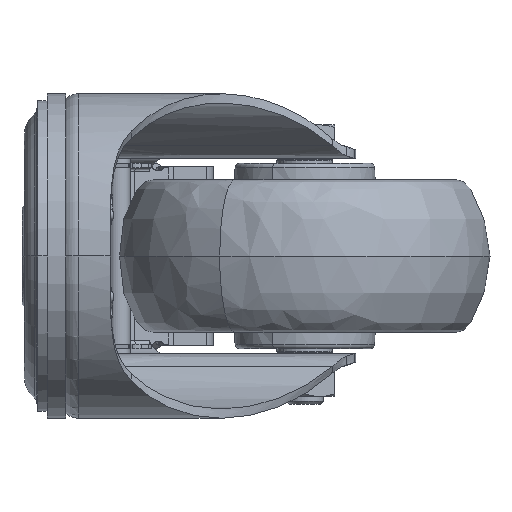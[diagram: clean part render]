
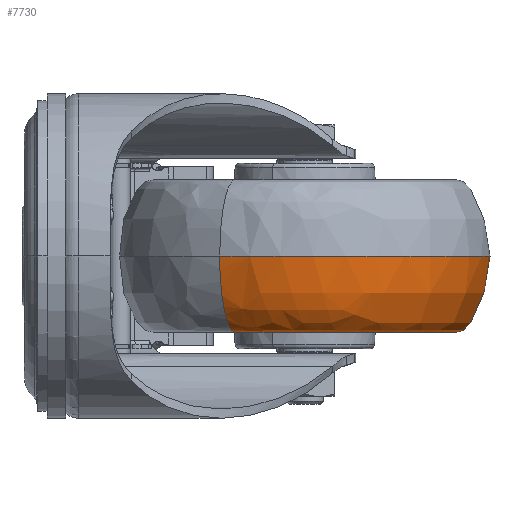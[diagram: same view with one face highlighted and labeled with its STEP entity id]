
A CAD part, left-side view. The second image highlights one B-rep face of the part: STEP entity #7730.
In plain terms, the highlighted free-form (B-spline) face has degree [3, 3] with [4, 4] control points.
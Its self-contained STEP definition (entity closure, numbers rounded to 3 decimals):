
#230 = CARTESIAN_POINT ( 'NONE',  ( 66.873, -69.12, -16.5 ) ) ;
#499 = CARTESIAN_POINT ( 'NONE',  ( 9.127, -39.28, -16.5 ) ) ;
#1565 = DIRECTION ( 'NONE',  ( -0.888, 0.459, 0. ) ) ;
#3092 = AXIS2_PLACEMENT_3D ( 'NONE', #37187, #10706, #32723 ) ;
#5015 = CARTESIAN_POINT ( 'NONE',  ( 2.464, -35.837, -9.665 ) ) ;
#5746 = CARTESIAN_POINT ( 'NONE',  ( 73.536, -72.563, -9.665 ) ) ;
#7420 = CIRCLE ( 'NONE', #48597, 32.5 ) ;
#7730 = ADVANCED_FACE ( 'NONE', ( #43336 ), #28547, .F. ) ;
#10706 = DIRECTION ( 'NONE',  ( 0., 0., 1. ) ) ;
#12025 = ORIENTED_EDGE ( 'NONE', *, *, #14740, .F. ) ;
#14740 = EDGE_CURVE ( 'NONE', #52047, #58646, #69508, .T. ) ;
#15011 = ORIENTED_EDGE ( 'NONE', *, *, #64609, .F. ) ;
#15423 = CARTESIAN_POINT ( 'NONE',  ( 36.809, -143.635, 0. ) ) ;
#17076 = VERTEX_POINT ( 'NONE', #29746 ) ;
#17256 = CARTESIAN_POINT ( 'NONE',  ( 2.464, -35.837, 0. ) ) ;
#21696 =( BOUNDED_CURVE ( )  B_SPLINE_CURVE ( 3, ( #40671, #35138, #22400, #230 ),
 .UNSPECIFIED., .F., .F. ) 
 B_SPLINE_CURVE_WITH_KNOTS ( ( 4, 4 ),
 ( 1.571, 3.142 ),
 .UNSPECIFIED. ) 
 CURVE ( )  GEOMETRIC_REPRESENTATION_ITEM ( )  RATIONAL_B_SPLINE_CURVE ( ( 1., 0.805, 0.805, 1. ) ) 
 REPRESENTATION_ITEM ( '' )  );
#22400 = CARTESIAN_POINT ( 'NONE',  ( 70.776, -71.137, -16.5 ) ) ;
#26154 = EDGE_LOOP ( 'NONE', ( #12025, #34288, #53477, #15011 ) ) ;
#28526 = CARTESIAN_POINT ( 'NONE',  ( 2.464, -35.837, 0. ) ) ;
#28547 =( BOUNDED_SURFACE ( )  B_SPLINE_SURFACE ( 3, 3, ( 
 ( #47531, #15423, #49625, #17256 ),
 ( #5746, #72848, #72154, #5015 ),
 ( #66606, #67701, #28577, #39644 ),
 ( #61416, #33736, #45132, #51060 ) ),
 .UNSPECIFIED., .F., .F., .F. ) 
 B_SPLINE_SURFACE_WITH_KNOTS ( ( 4, 4 ),
 ( 4, 4 ),
 ( 0., 1. ),
 ( 0., 1. ),
 .UNSPECIFIED. ) 
 GEOMETRIC_REPRESENTATION_ITEM ( )  RATIONAL_B_SPLINE_SURFACE ( (
 ( 1., 0.333, 0.333, 1.),
 ( 0.805, 0.268, 0.268, 0.805),
 ( 0.805, 0.268, 0.268, 0.805),
 ( 1., 0.333, 0.333, 1.) ) ) 
 REPRESENTATION_ITEM ( '' )  SURFACE ( )  );
#28577 = CARTESIAN_POINT ( 'NONE',  ( -28.65, -102.815, -16.5 ) ) ;
#29559 = CARTESIAN_POINT ( 'NONE',  ( 38., -54.2, -16.5 ) ) ;
#29746 = CARTESIAN_POINT ( 'NONE',  ( 66.873, -69.12, -16.5 ) ) ;
#32723 = DIRECTION ( 'NONE',  ( 0.888, -0.459, 0. ) ) ;
#33736 = CARTESIAN_POINT ( 'NONE',  ( 37.032, -126.866, -16.5 ) ) ;
#34288 = ORIENTED_EDGE ( 'NONE', *, *, #67967, .F. ) ;
#35138 = CARTESIAN_POINT ( 'NONE',  ( 73.536, -72.563, -9.665 ) ) ;
#37187 = CARTESIAN_POINT ( 'NONE',  ( 38., -54.2, 0. ) ) ;
#39644 = CARTESIAN_POINT ( 'NONE',  ( 5.224, -37.263, -16.5 ) ) ;
#40671 = CARTESIAN_POINT ( 'NONE',  ( 73.536, -72.563, 0. ) ) ;
#43336 = FACE_OUTER_BOUND ( 'NONE', #26154, .T. ) ;
#45132 = CARTESIAN_POINT ( 'NONE',  ( -20.713, -97.025, -16.5 ) ) ;
#47531 = CARTESIAN_POINT ( 'NONE',  ( 73.536, -72.563, 0. ) ) ;
#48597 = AXIS2_PLACEMENT_3D ( 'NONE', #29559, #52041, #1565 ) ;
#49625 = CARTESIAN_POINT ( 'NONE',  ( -34.262, -106.908, 0. ) ) ;
#51060 = CARTESIAN_POINT ( 'NONE',  ( 9.127, -39.28, -16.5 ) ) ;
#51378 = CARTESIAN_POINT ( 'NONE',  ( 5.224, -37.263, -16.5 ) ) ;
#52041 = DIRECTION ( 'NONE',  ( 0., 0., -1. ) ) ;
#52047 = VERTEX_POINT ( 'NONE', #59523 ) ;
#52904 = CARTESIAN_POINT ( 'NONE',  ( 73.536, -72.563, 0. ) ) ;
#53477 = ORIENTED_EDGE ( 'NONE', *, *, #64036, .F. ) ;
#58206 = CARTESIAN_POINT ( 'NONE',  ( 2.464, -35.837, 0. ) ) ;
#58646 = VERTEX_POINT ( 'NONE', #58206 ) ;
#59523 = CARTESIAN_POINT ( 'NONE',  ( 9.127, -39.28, -16.5 ) ) ;
#59622 = CIRCLE ( 'NONE', #3092, 40. ) ;
#60647 = VERTEX_POINT ( 'NONE', #52904 ) ;
#61416 = CARTESIAN_POINT ( 'NONE',  ( 66.873, -69.12, -16.5 ) ) ;
#64036 = EDGE_CURVE ( 'NONE', #60647, #17076, #21696, .T. ) ;
#64609 = EDGE_CURVE ( 'NONE', #58646, #60647, #59622, .T. ) ;
#66606 = CARTESIAN_POINT ( 'NONE',  ( 70.776, -71.137, -16.5 ) ) ;
#67701 = CARTESIAN_POINT ( 'NONE',  ( 36.902, -136.689, -16.5 ) ) ;
#67967 = EDGE_CURVE ( 'NONE', #17076, #52047, #7420, .T. ) ;
#68735 = CARTESIAN_POINT ( 'NONE',  ( 2.464, -35.837, -9.665 ) ) ;
#69508 =( BOUNDED_CURVE ( )  B_SPLINE_CURVE ( 3, ( #499, #51378, #68735, #28526 ),
 .UNSPECIFIED., .F., .F. ) 
 B_SPLINE_CURVE_WITH_KNOTS ( ( 4, 4 ),
 ( 3.142, 4.712 ),
 .UNSPECIFIED. ) 
 CURVE ( )  GEOMETRIC_REPRESENTATION_ITEM ( )  RATIONAL_B_SPLINE_CURVE ( ( 1., 0.805, 0.805, 1. ) ) 
 REPRESENTATION_ITEM ( '' )  );
#72154 = CARTESIAN_POINT ( 'NONE',  ( -34.262, -106.908, -9.665 ) ) ;
#72848 = CARTESIAN_POINT ( 'NONE',  ( 36.809, -143.635, -9.665 ) ) ;
